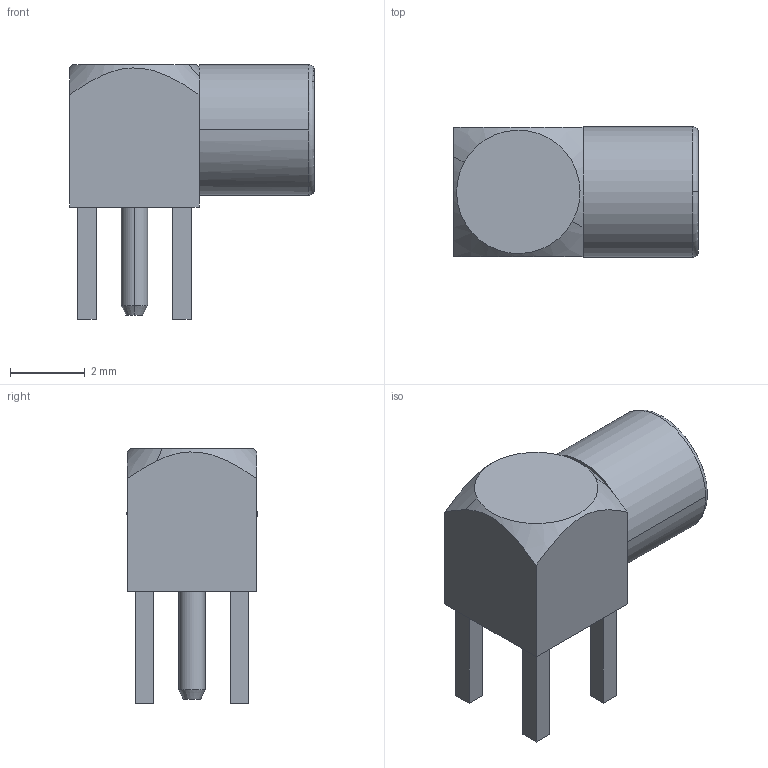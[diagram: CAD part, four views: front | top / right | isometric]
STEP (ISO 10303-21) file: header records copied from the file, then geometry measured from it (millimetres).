
FILE_DESCRIPTION((''),'2;1');
FILE_NAME('HUBER-SUHNER_85_MMCX-50-0-1-111 OH.stp','2011-10-04T16:48:24',(''),(''),'Mechanical Desktop 2011','Mechanical Desktop 2011',', , ');
FILE_SCHEMA(('AUTOMOTIVE_DESIGN { 1 2 10303 214 1 1 1 1 }'));
Length unit declared in the file: millimetre
Products named in the file (1): Product
Bounding box: 6.54 x 3.48 x 6.8 mm (x, y, z)
Volume: 63.7 mm3; surface area: 194.5 mm2
Topology: 11 solids, 11 shells, 98 faces, 205 edges, 133 vertices
Faces by surface type: bspline 31, cylinder 26, cone 20, plane 19, torus 2
Entity records: 2684 total; most frequent: CARTESIAN_POINT 602, ORIENTED_EDGE 410, DIRECTION 394, EDGE_CURVE 205, AXIS2_PLACEMENT_3D 141, VERTEX_POINT 133, VECTOR 112, LINE 112
